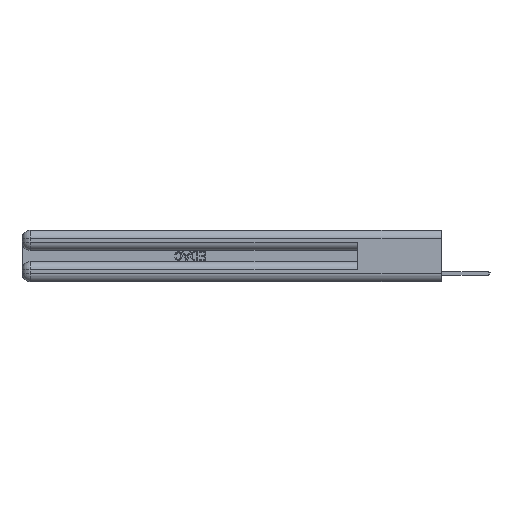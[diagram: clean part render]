
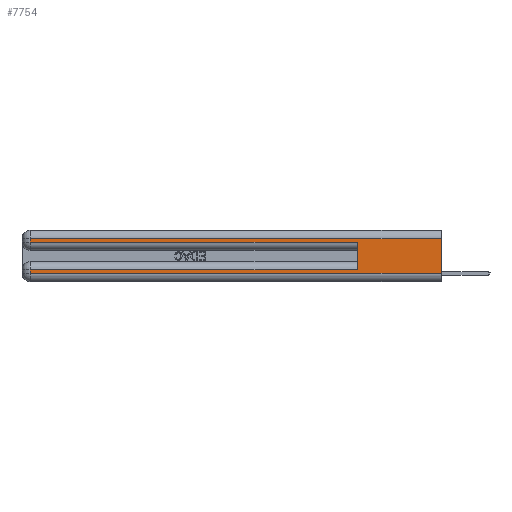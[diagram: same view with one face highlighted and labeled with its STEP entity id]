
A CAD part, left-side view. The second image highlights one B-rep face of the part: STEP entity #7754.
In plain terms, the highlighted planar face has unit normal (-1, 0, 0).
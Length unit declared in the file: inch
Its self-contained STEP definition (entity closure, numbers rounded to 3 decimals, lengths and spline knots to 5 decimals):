
#388 = LINE ( 'NONE', #15049, #25370 ) ;
#866 = VERTEX_POINT ( 'NONE', #5237 ) ;
#951 = VERTEX_POINT ( 'NONE', #22447 ) ;
#1083 = VECTOR ( 'NONE', #20910, 39.37008 ) ;
#1246 = EDGE_CURVE ( 'NONE', #10280, #866, #12489, .T. ) ;
#1295 = VECTOR ( 'NONE', #13094, 39.37008 ) ;
#1427 = ORIENTED_EDGE ( 'NONE', *, *, #9881, .T. ) ;
#1879 = LINE ( 'NONE', #3781, #15763 ) ;
#3046 = EDGE_CURVE ( 'NONE', #21329, #951, #11760, .T. ) ;
#3111 = ORIENTED_EDGE ( 'NONE', *, *, #19706, .F. ) ;
#3573 = DIRECTION ( 'NONE',  ( 0., 0., -1. ) ) ;
#3781 = CARTESIAN_POINT ( 'NONE',  ( 0., 0., 0.06 ) ) ;
#3946 = CARTESIAN_POINT ( 'NONE',  ( 0., 2.94, 0.37 ) ) ;
#4560 = CARTESIAN_POINT ( 'NONE',  ( 0., 0., 0.31 ) ) ;
#4575 = VECTOR ( 'NONE', #18727, 39.37008 ) ;
#5237 = CARTESIAN_POINT ( 'NONE',  ( 0., 2.94, 0.06 ) ) ;
#5769 = VERTEX_POINT ( 'NONE', #5788 ) ;
#5788 = CARTESIAN_POINT ( 'NONE',  ( 0., 0.6, 0.085 ) ) ;
#7586 = ORIENTED_EDGE ( 'NONE', *, *, #3046, .T. ) ;
#7754 = ADVANCED_FACE ( 'NONE', ( #14994 ), #14857, .F. ) ;
#7895 = CARTESIAN_POINT ( 'NONE',  ( 0., 0., 0.06 ) ) ;
#8044 = VERTEX_POINT ( 'NONE', #14004 ) ;
#9807 = CARTESIAN_POINT ( 'NONE',  ( 0., 0., 0.37 ) ) ;
#9881 = EDGE_CURVE ( 'NONE', #866, #21482, #1879, .T. ) ;
#10280 = VERTEX_POINT ( 'NONE', #16728 ) ;
#10908 = ORIENTED_EDGE ( 'NONE', *, *, #14528, .T. ) ;
#10968 = DIRECTION ( 'NONE',  ( 0., 0., -1. ) ) ;
#11457 = VERTEX_POINT ( 'NONE', #19646 ) ;
#11760 = LINE ( 'NONE', #16097, #21977 ) ;
#11975 = LINE ( 'NONE', #9807, #16216 ) ;
#12489 = LINE ( 'NONE', #3946, #4575 ) ;
#12632 = LINE ( 'NONE', #14673, #1083 ) ;
#12841 = LINE ( 'NONE', #12982, #15037 ) ;
#12982 = CARTESIAN_POINT ( 'NONE',  ( 0., 0., 0.285 ) ) ;
#13094 = DIRECTION ( 'NONE',  ( 0., 0., 1. ) ) ;
#14004 = CARTESIAN_POINT ( 'NONE',  ( 0., 2.94, 0.285 ) ) ;
#14224 = DIRECTION ( 'NONE',  ( 0., -1., 0. ) ) ;
#14528 = EDGE_CURVE ( 'NONE', #8044, #11457, #12841, .T. ) ;
#14548 = ORIENTED_EDGE ( 'NONE', *, *, #25647, .T. ) ;
#14575 = ORIENTED_EDGE ( 'NONE', *, *, #1246, .T. ) ;
#14673 = CARTESIAN_POINT ( 'NONE',  ( 0., 0., 0.085 ) ) ;
#14857 = PLANE ( 'NONE',  #23385 ) ;
#14994 = FACE_OUTER_BOUND ( 'NONE', #19630, .T. ) ;
#15019 = DIRECTION ( 'NONE',  ( 0., -1., 0. ) ) ;
#15037 = VECTOR ( 'NONE', #15019, 39.37008 ) ;
#15049 = CARTESIAN_POINT ( 'NONE',  ( 0., 2.94, 0.37 ) ) ;
#15415 = ORIENTED_EDGE ( 'NONE', *, *, #25074, .T. ) ;
#15763 = VECTOR ( 'NONE', #14224, 39.37008 ) ;
#16097 = CARTESIAN_POINT ( 'NONE',  ( 0., 0., 0.31 ) ) ;
#16216 = VECTOR ( 'NONE', #3573, 39.37008 ) ;
#16728 = CARTESIAN_POINT ( 'NONE',  ( 0., 2.94, 0.085 ) ) ;
#17560 = CARTESIAN_POINT ( 'NONE',  ( 0., 0.6, 0.145 ) ) ;
#17982 = DIRECTION ( 'NONE',  ( 0., 1., 0. ) ) ;
#18727 = DIRECTION ( 'NONE',  ( 0., 0., -1. ) ) ;
#19486 = LINE ( 'NONE', #17560, #1295 ) ;
#19630 = EDGE_LOOP ( 'NONE', ( #25959, #7586, #14548, #10908, #3111, #15415, #14575, #1427 ) ) ;
#19646 = CARTESIAN_POINT ( 'NONE',  ( 0., 0.6, 0.285 ) ) ;
#19706 = EDGE_CURVE ( 'NONE', #5769, #11457, #19486, .T. ) ;
#20910 = DIRECTION ( 'NONE',  ( 0., 1., 0. ) ) ;
#21329 = VERTEX_POINT ( 'NONE', #4560 ) ;
#21372 = CARTESIAN_POINT ( 'NONE',  ( 0., 0., 0.37 ) ) ;
#21482 = VERTEX_POINT ( 'NONE', #7895 ) ;
#21977 = VECTOR ( 'NONE', #17982, 39.37008 ) ;
#22447 = CARTESIAN_POINT ( 'NONE',  ( 0., 2.94, 0.31 ) ) ;
#23134 = DIRECTION ( 'NONE',  ( 1., 0., 0. ) ) ;
#23385 = AXIS2_PLACEMENT_3D ( 'NONE', #21372, #23134, #25444 ) ;
#24380 = EDGE_CURVE ( 'NONE', #21329, #21482, #11975, .T. ) ;
#25074 = EDGE_CURVE ( 'NONE', #5769, #10280, #12632, .T. ) ;
#25370 = VECTOR ( 'NONE', #10968, 39.37008 ) ;
#25444 = DIRECTION ( 'NONE',  ( 0., 0., -1. ) ) ;
#25647 = EDGE_CURVE ( 'NONE', #951, #8044, #388, .T. ) ;
#25959 = ORIENTED_EDGE ( 'NONE', *, *, #24380, .F. ) ;
